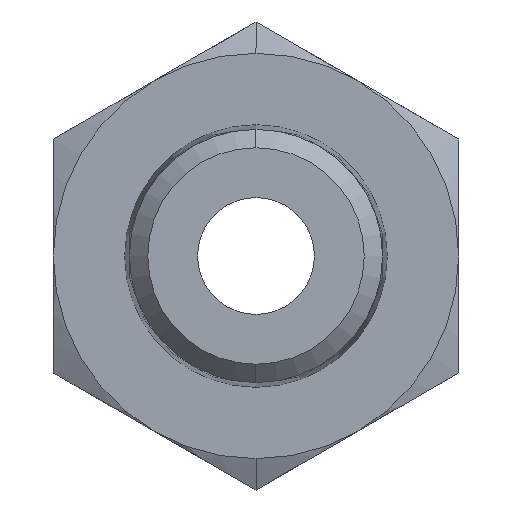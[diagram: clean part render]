
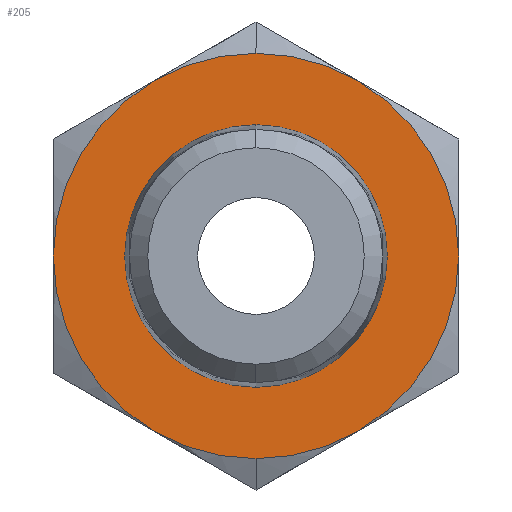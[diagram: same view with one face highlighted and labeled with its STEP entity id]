
A CAD part, left-side view. The second image highlights one B-rep face of the part: STEP entity #205.
In plain terms, the highlighted planar face has unit normal (-1, 0, 0).
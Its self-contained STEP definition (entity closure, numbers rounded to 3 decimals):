
#92=CARTESIAN_POINT('POINT7',(9.967,0.,
   -5.144));
#93=VERTEX_POINT('VERTEX7',#92);
#100=CARTESIAN_POINT('POINT8',(9.967,0.,
   5.144));
#101=VERTEX_POINT('VERTEX8',#100);
#102=CARTESIAN_POINT('POS11',(9.967,0.,
   0.));
#103=DIRECTION('DIR16',(1.,0.,
   0.));
#104=DIRECTION('DIR17',(0.,0.,
   -1.));
#105=AXIS2_PLACEMENT_3D('AXIS6',#102,#103,#104);
#106=CIRCLE('ELLIPSE4',#105,5.144);
#107=EDGE_CURVE('EDGE12',#101,#93,#106,.T.);
#127=EDGE_CURVE('EDGE14',#93,#101,#106,.T.);
#157=ORIENTED_EDGE('COEDGE29',*,*,#127,.T.);
#158=ORIENTED_EDGE('COEDGE30',*,*,#107,.T.);
#159=EDGE_LOOP('NONE',(#157,#158));
#160=FACE_BOUND('LOOP1',#159,.T.);
#161=CARTESIAN_POINT('POINT11',(9.967,-3.969,
   6.874));
#162=VERTEX_POINT('VERTEX11',#161);
#163=CARTESIAN_POINT('POINT12',(9.967,0.,
   7.938));
#164=VERTEX_POINT('VERTEX12',#163);
#165=CARTESIAN_POINT('POS16',(9.967,0.,
   0.));
#166=DIRECTION('DIR25',(-1.,0.,
   0.));
#167=DIRECTION('DIR26',(0.,0.,-1.));
#168=AXIS2_PLACEMENT_3D('AXIS10',#165,#166,#167);
#169=CIRCLE('ELLIPSE6',#168,7.938);
#170=EDGE_CURVE('EDGE17',#162,#164,#169,.T.);
#171=ORIENTED_EDGE('COEDGE31',*,*,#170,.T.);
#172=CARTESIAN_POINT('POINT13',(9.967,3.969,
   6.874));
#173=VERTEX_POINT('VERTEX13',#172);
#174=EDGE_CURVE('EDGE18',#164,#173,#169,.T.);
#175=ORIENTED_EDGE('COEDGE32',*,*,#174,.T.);
#176=CARTESIAN_POINT('POINT14',(9.967,7.938,
   0.));
#177=VERTEX_POINT('VERTEX14',#176);
#178=EDGE_CURVE('EDGE19',#173,#177,#169,.T.);
#179=ORIENTED_EDGE('COEDGE33',*,*,#178,.T.);
#180=CARTESIAN_POINT('POINT15',(9.967,3.969,
   -6.874));
#181=VERTEX_POINT('VERTEX15',#180);
#182=EDGE_CURVE('EDGE20',#177,#181,#169,.T.);
#183=ORIENTED_EDGE('COEDGE34',*,*,#182,.T.);
#184=CARTESIAN_POINT('POINT16',(9.967,0.,
   -7.938));
#185=VERTEX_POINT('VERTEX16',#184);
#186=EDGE_CURVE('EDGE21',#181,#185,#169,.T.);
#187=ORIENTED_EDGE('COEDGE35',*,*,#186,.T.);
#188=CARTESIAN_POINT('POINT17',(9.967,-3.969,
   -6.874));
#189=VERTEX_POINT('VERTEX17',#188);
#190=EDGE_CURVE('EDGE22',#185,#189,#169,.T.);
#191=ORIENTED_EDGE('COEDGE36',*,*,#190,.T.);
#192=CARTESIAN_POINT('POINT18',(9.967,-7.938,
   0.));
#193=VERTEX_POINT('VERTEX18',#192);
#194=EDGE_CURVE('EDGE23',#189,#193,#169,.T.);
#195=ORIENTED_EDGE('COEDGE37',*,*,#194,.T.);
#196=EDGE_CURVE('EDGE24',#193,#162,#169,.T.);
#197=ORIENTED_EDGE('COEDGE38',*,*,#196,.T.);
#198=EDGE_LOOP('NONE',(#171,#175,#179,#183,#187,#191,#195,#197));
#199=FACE_BOUND('LOOP1',#198,.T.);
#200=CARTESIAN_POINT('POS17',(9.967,0.,
   0.));
#201=DIRECTION('DIR27',(1.,0.,
   0.));
#202=DIRECTION('DIR28',(0.,1.,
   0.));
#203=AXIS2_PLACEMENT_3D('AXIS11',#200,#201,#202);
#204=PLANE('PLANE2',#203);
#205=ADVANCED_FACE('FACE8',(#160,#199),#204,.F.);
